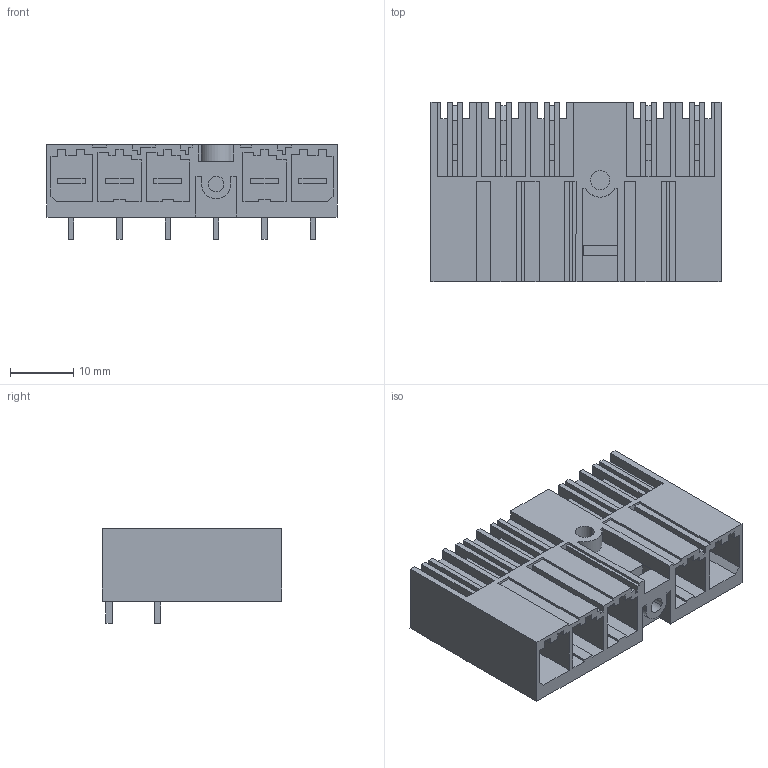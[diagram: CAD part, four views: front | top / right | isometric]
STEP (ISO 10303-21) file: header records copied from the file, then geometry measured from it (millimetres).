
FILE_DESCRIPTION(('CATIA V5 STEP Exchange','CAx-IF Rec.Pracs.--- Model Styling and Organization---1.4--- 2014-01-23'),'2;1');
FILE_NAME ('D1447735_1_1048690000_1048690000.stp','2021-04-30T13:31:15+00:00',('none'),('Weidmueller'),'CATIA Version 5-6 Release 2016 SP3 HF44','CATIA V5 STEP AP214','none');
FILE_SCHEMA(('AUTOMOTIVE_DESIGN { 1 0 10303 214 1 1 1 1 }'));
Length unit declared in the file: millimetre
Products named in the file (1): 1048690000
Bounding box: 45.72 x 28.3 x 14.9 mm (x, y, z)
Volume: 8078.6 mm3; surface area: 11276.6 mm2
Topology: 7 solids, 7 shells, 465 faces, 1349 edges, 903 vertices
Faces by surface type: plane 440, cylinder 25
Entity records: 14283 total; most frequent: ORIENTED_EDGE 2698, CARTESIAN_POINT 2576, DIRECTION 1961, EDGE_CURVE 1349, VECTOR 1291, LINE 1291, VERTEX_POINT 903, EDGE_LOOP 484
